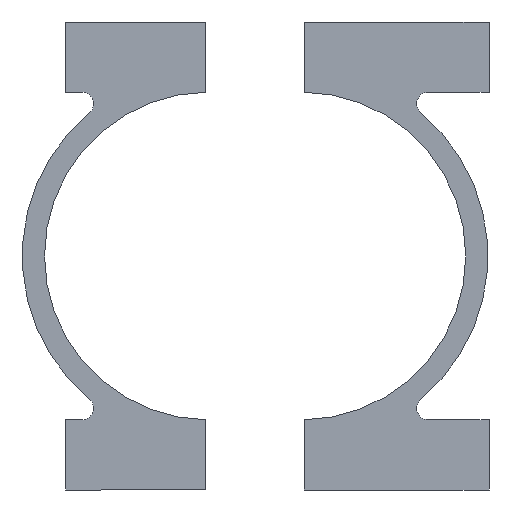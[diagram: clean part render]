
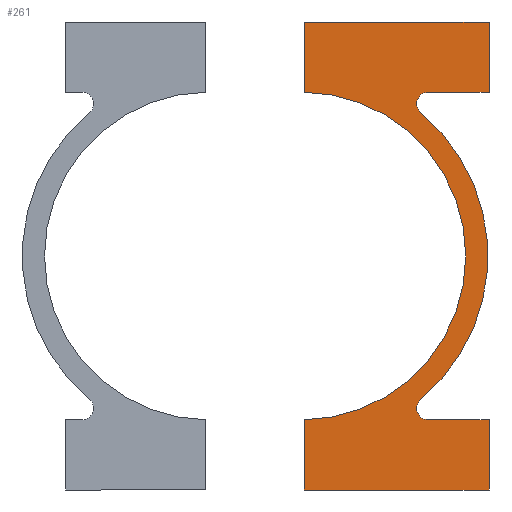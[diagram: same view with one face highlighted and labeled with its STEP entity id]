
A CAD part, left-side view. The second image highlights one B-rep face of the part: STEP entity #261.
In plain terms, the highlighted face is planar.
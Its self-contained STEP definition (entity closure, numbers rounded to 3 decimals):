
#23 = CARTESIAN_POINT ( 'NONE',  ( 10., 10.799, 14. ) ) ;
#40 = FACE_OUTER_BOUND ( 'NONE', #523, .T. ) ;
#45 = CARTESIAN_POINT ( 'NONE',  ( 10., 16., 20. ) ) ;
#51 = VERTEX_POINT ( 'NONE', #919 ) ;
#58 = EDGE_CURVE ( 'NONE', #760, #81, #1146, .T. ) ;
#61 = EDGE_CURVE ( 'NONE', #965, #51, #249, .T. ) ;
#62 = AXIS2_PLACEMENT_3D ( 'NONE', #1007, #1340, #696 ) ;
#81 = VERTEX_POINT ( 'NONE', #310 ) ;
#93 = AXIS2_PLACEMENT_3D ( 'NONE', #1217, #637, #1328 ) ;
#126 = VECTOR ( 'NONE', #900, 1000. ) ;
#127 = LINE ( 'NONE', #1063, #561 ) ;
#137 = VERTEX_POINT ( 'NONE', #543 ) ;
#161 = CARTESIAN_POINT ( 'NONE',  ( 10., 16., -20. ) ) ;
#170 = EDGE_CURVE ( 'NONE', #278, #760, #127, .T. ) ;
#178 = ORIENTED_EDGE ( 'NONE', *, *, #1260, .T. ) ;
#189 = DIRECTION ( 'NONE',  ( 0., 0., 1. ) ) ;
#203 = DIRECTION ( 'NONE',  ( 0., 0., -1. ) ) ;
#204 = ORIENTED_EDGE ( 'NONE', *, *, #61, .T. ) ;
#226 = ORIENTED_EDGE ( 'NONE', *, *, #936, .T. ) ;
#231 = LINE ( 'NONE', #656, #248 ) ;
#248 = VECTOR ( 'NONE', #1140, 1000. ) ;
#249 = CIRCLE ( 'NONE', #93, 1. ) ;
#251 = EDGE_CURVE ( 'NONE', #137, #965, #763, .T. ) ;
#261 = ADVANCED_FACE ( 'NONE', ( #40 ), #1127, .F. ) ;
#278 = VERTEX_POINT ( 'NONE', #914 ) ;
#310 = CARTESIAN_POINT ( 'NONE',  ( 10., 0.2, -13.999 ) ) ;
#393 = AXIS2_PLACEMENT_3D ( 'NONE', #904, #517, #1107 ) ;
#455 = CARTESIAN_POINT ( 'NONE',  ( 10., 16., -20. ) ) ;
#471 = EDGE_CURVE ( 'NONE', #673, #967, #231, .T. ) ;
#481 = ORIENTED_EDGE ( 'NONE', *, *, #1131, .T. ) ;
#484 = VECTOR ( 'NONE', #681, 1000. ) ;
#508 = EDGE_CURVE ( 'NONE', #1019, #278, #622, .T. ) ;
#517 = DIRECTION ( 'NONE',  ( -1., 0., 0. ) ) ;
#523 = EDGE_LOOP ( 'NONE', ( #1256, #204, #874, #1178, #859, #226, #1041, #1115, #536, #178, #481, #866 ) ) ;
#536 = ORIENTED_EDGE ( 'NONE', *, *, #58, .T. ) ;
#543 = CARTESIAN_POINT ( 'NONE',  ( 10., 16., -14. ) ) ;
#546 = VERTEX_POINT ( 'NONE', #455 ) ;
#554 = DIRECTION ( 'NONE',  ( 0., -1., 0. ) ) ;
#561 = VECTOR ( 'NONE', #764, 1000. ) ;
#585 = CARTESIAN_POINT ( 'NONE',  ( 10., 10.799, -14. ) ) ;
#596 = DIRECTION ( 'NONE',  ( 0., 0., -1. ) ) ;
#599 = LINE ( 'NONE', #161, #1075 ) ;
#610 = CARTESIAN_POINT ( 'NONE',  ( 10., 16., -14. ) ) ;
#622 = LINE ( 'NONE', #1051, #880 ) ;
#637 = DIRECTION ( 'NONE',  ( -1., 0., 0. ) ) ;
#656 = CARTESIAN_POINT ( 'NONE',  ( 10., 16., 14. ) ) ;
#662 = VERTEX_POINT ( 'NONE', #1234 ) ;
#673 = VERTEX_POINT ( 'NONE', #23 ) ;
#678 = DIRECTION ( 'NONE',  ( 0., 0., 1. ) ) ;
#681 = DIRECTION ( 'NONE',  ( 0., 0., 1. ) ) ;
#696 = DIRECTION ( 'NONE',  ( 0., 0., 1. ) ) ;
#721 = LINE ( 'NONE', #45, #484 ) ;
#760 = VERTEX_POINT ( 'NONE', #955 ) ;
#763 = LINE ( 'NONE', #610, #126 ) ;
#764 = DIRECTION ( 'NONE',  ( 0., 0., -1. ) ) ;
#766 = CARTESIAN_POINT ( 'NONE',  ( 10., 16., 20. ) ) ;
#803 = CIRCLE ( 'NONE', #1132, 15.9 ) ;
#814 = VECTOR ( 'NONE', #678, 1000. ) ;
#824 = DIRECTION ( 'NONE',  ( 0., 1., 0. ) ) ;
#859 = ORIENTED_EDGE ( 'NONE', *, *, #471, .T. ) ;
#866 = ORIENTED_EDGE ( 'NONE', *, *, #1316, .T. ) ;
#870 = EDGE_CURVE ( 'NONE', #662, #673, #1047, .T. ) ;
#874 = ORIENTED_EDGE ( 'NONE', *, *, #894, .T. ) ;
#880 = VECTOR ( 'NONE', #554, 1000. ) ;
#894 = EDGE_CURVE ( 'NONE', #51, #662, #803, .T. ) ;
#900 = DIRECTION ( 'NONE',  ( 0., -1., 0. ) ) ;
#904 = CARTESIAN_POINT ( 'NONE',  ( 10., 0., 0. ) ) ;
#913 = CARTESIAN_POINT ( 'NONE',  ( 10., 0., 0. ) ) ;
#914 = CARTESIAN_POINT ( 'NONE',  ( 10., 0.2, 20. ) ) ;
#919 = CARTESIAN_POINT ( 'NONE',  ( 10., 10.16, -12.231 ) ) ;
#934 = DIRECTION ( 'NONE',  ( 1., 0., 0. ) ) ;
#936 = EDGE_CURVE ( 'NONE', #967, #1019, #1076, .T. ) ;
#955 = CARTESIAN_POINT ( 'NONE',  ( 10., 0.2, 13.999 ) ) ;
#965 = VERTEX_POINT ( 'NONE', #585 ) ;
#966 = CARTESIAN_POINT ( 'NONE',  ( 10., 16., 14. ) ) ;
#967 = VERTEX_POINT ( 'NONE', #966 ) ;
#1007 = CARTESIAN_POINT ( 'NONE',  ( 10., 10.799, 13. ) ) ;
#1016 = CARTESIAN_POINT ( 'NONE',  ( 10., 0., 0. ) ) ;
#1019 = VERTEX_POINT ( 'NONE', #1160 ) ;
#1032 = CARTESIAN_POINT ( 'NONE',  ( 10., 0.2, -20. ) ) ;
#1041 = ORIENTED_EDGE ( 'NONE', *, *, #508, .T. ) ;
#1047 = CIRCLE ( 'NONE', #62, 1. ) ;
#1051 = CARTESIAN_POINT ( 'NONE',  ( 10., 0.2, 20. ) ) ;
#1063 = CARTESIAN_POINT ( 'NONE',  ( 10., 0.2, 13.999 ) ) ;
#1073 = VERTEX_POINT ( 'NONE', #1230 ) ;
#1075 = VECTOR ( 'NONE', #824, 1000. ) ;
#1076 = LINE ( 'NONE', #766, #814 ) ;
#1089 = LINE ( 'NONE', #1032, #1325 ) ;
#1107 = DIRECTION ( 'NONE',  ( 0., 0., 1. ) ) ;
#1115 = ORIENTED_EDGE ( 'NONE', *, *, #170, .T. ) ;
#1125 = DIRECTION ( 'NONE',  ( -1., 0., 0. ) ) ;
#1127 = PLANE ( 'NONE',  #393 ) ;
#1131 = EDGE_CURVE ( 'NONE', #1073, #546, #599, .T. ) ;
#1132 = AXIS2_PLACEMENT_3D ( 'NONE', #913, #934, #203 ) ;
#1140 = DIRECTION ( 'NONE',  ( 0., 1., 0. ) ) ;
#1146 = CIRCLE ( 'NONE', #1159, 14. ) ;
#1159 = AXIS2_PLACEMENT_3D ( 'NONE', #1016, #1125, #189 ) ;
#1160 = CARTESIAN_POINT ( 'NONE',  ( 10., 16., 20. ) ) ;
#1178 = ORIENTED_EDGE ( 'NONE', *, *, #870, .T. ) ;
#1217 = CARTESIAN_POINT ( 'NONE',  ( 10., 10.799, -13. ) ) ;
#1230 = CARTESIAN_POINT ( 'NONE',  ( 10., 0.2, -20. ) ) ;
#1234 = CARTESIAN_POINT ( 'NONE',  ( 10., 10.16, 12.231 ) ) ;
#1256 = ORIENTED_EDGE ( 'NONE', *, *, #251, .T. ) ;
#1260 = EDGE_CURVE ( 'NONE', #81, #1073, #1089, .T. ) ;
#1316 = EDGE_CURVE ( 'NONE', #546, #137, #721, .T. ) ;
#1325 = VECTOR ( 'NONE', #596, 1000. ) ;
#1328 = DIRECTION ( 'NONE',  ( 0., 0., 1. ) ) ;
#1340 = DIRECTION ( 'NONE',  ( -1., 0., 0. ) ) ;
